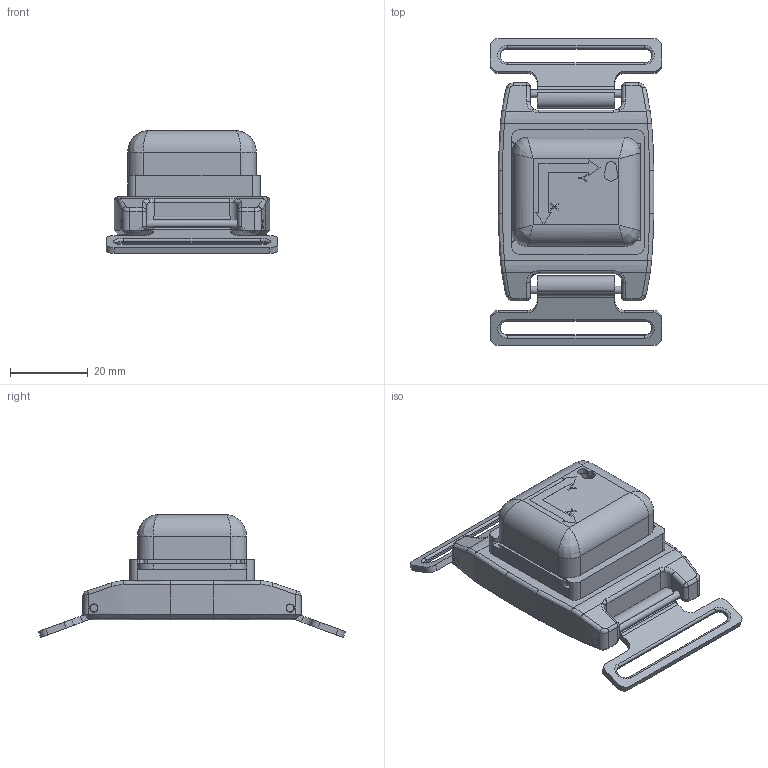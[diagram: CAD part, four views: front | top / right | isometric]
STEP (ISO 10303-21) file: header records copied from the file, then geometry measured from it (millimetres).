
FILE_DESCRIPTION(/* description */ (''),/* implementation_level */ '2;1');
FILE_NAME(/* name */ 'muse holder FULL #D FILE STEP.step',/* time_stamp */ '2025-05-20T17:52:30+02:00',/* author */ (''),/* organization */ (''),/* preprocessor_version */ 'ST-DEVELOPER v20.1',/* originating_system */ 'Autodesk Translation Framework v14.4.0.0',/* authorisation */ '');
FILE_SCHEMA (('AUTOMOTIVE_DESIGN { 1 0 10303 214 3 1 1 }'));
Length unit declared in the file: millimetre
Products named in the file (2): muse holder; xy akse
Assembly tree (1 placements, depth 2):
  muse holder
    xy akse
Bounding box: 44 x 78.86 x 31.54 mm (x, y, z)
Volume: 26882 mm3; surface area: 17945 mm2
Topology: 7 solids, 7 shells, 376 faces, 916 edges, 557 vertices
Faces by surface type: plane 144, cylinder 120, bspline 76, torus 16, cone 12, sphere 8
Full cylindrical faces by diameter (mm): 2 x2, 2.1 x4, 2.4 x4, 3.03 x4, 4.6 x4
Entity records: 13929 total; most frequent: CARTESIAN_POINT 5463, ORIENTED_EDGE 1816, DIRECTION 1602, EDGE_CURVE 908, AXIS2_PLACEMENT_3D 569, VERTEX_POINT 557, LINE 464, VECTOR 464
